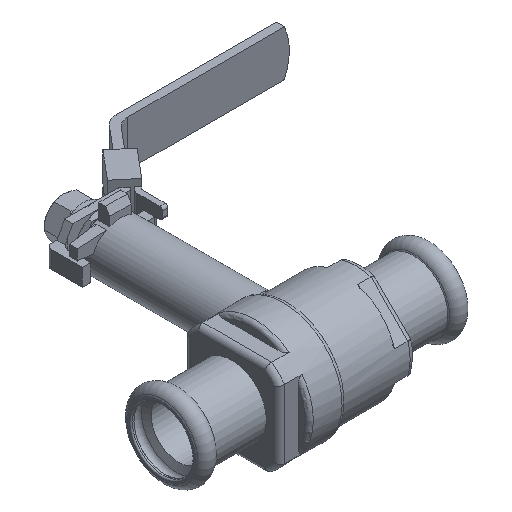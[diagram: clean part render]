
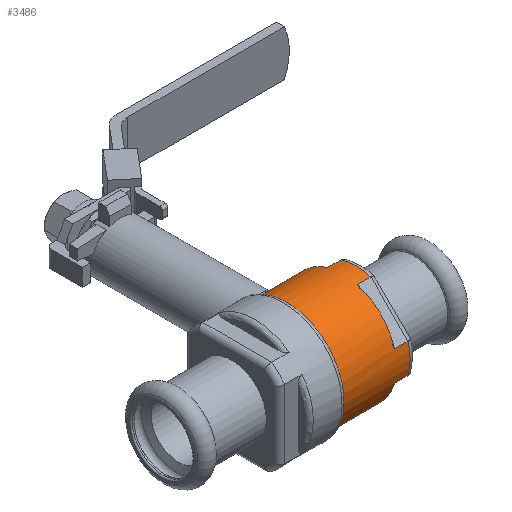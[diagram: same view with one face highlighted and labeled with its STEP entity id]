
A CAD part, isometric view. The second image highlights one B-rep face of the part: STEP entity #3486.
In plain terms, the highlighted cylindrical face has radius 20 mm (diameter 40 mm), a full revolution.
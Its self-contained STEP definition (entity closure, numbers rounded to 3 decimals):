
#150=LINE('',#5420,#430);
#151=LINE('',#5421,#431);
#153=LINE('',#5428,#433);
#154=LINE('',#5429,#434);
#156=LINE('',#5436,#436);
#157=LINE('',#5437,#437);
#159=LINE('',#5444,#439);
#160=LINE('',#5445,#440);
#430=VECTOR('',#4077,1000.);
#431=VECTOR('',#4078,1000.);
#433=VECTOR('',#4086,1000.);
#434=VECTOR('',#4087,1000.);
#436=VECTOR('',#4095,1000.);
#437=VECTOR('',#4096,1000.);
#439=VECTOR('',#4104,1000.);
#440=VECTOR('',#4105,1000.);
#710=CYLINDRICAL_SURFACE('',#3757,20.);
#768=B_SPLINE_CURVE_WITH_KNOTS('',3,(#5201,#5202,#5203,#5204,#5205,#5206,
#5207,#5208,#5209,#5210,#5211,#5212,#5213,#5214,#5215,#5216),
 .UNSPECIFIED.,.F.,.F.,(4,1,1,1,1,1,1,1,1,1,1,1,1,4),(0.,0.125,0.188,0.25,
0.375,0.438,0.5,0.625,0.688,0.75,0.813,0.875,0.938,1.),
 .UNSPECIFIED.);
#786=B_SPLINE_CURVE_WITH_KNOTS('',3,(#5764,#5765,#5766,#5767),
 .UNSPECIFIED.,.F.,.F.,(4,4),(0.,1.),.UNSPECIFIED.);
#787=B_SPLINE_CURVE_WITH_KNOTS('',3,(#5769,#5770,#5771,#5772,#5773,#5774,
#5775,#5776,#5777,#5778,#5779,#5780,#5781,#5782,#5783,#5784),
 .UNSPECIFIED.,.F.,.F.,(4,1,1,1,1,1,1,1,1,1,1,1,1,4),(0.,0.063,0.125,0.188,
0.25,0.313,0.375,0.5,0.563,0.625,0.75,0.813,0.875,1.),.UNSPECIFIED.);
#1084=ORIENTED_EDGE('',*,*,#2020,.T.);
#1085=ORIENTED_EDGE('',*,*,#2021,.T.);
#1086=ORIENTED_EDGE('',*,*,#2018,.F.);
#1087=ORIENTED_EDGE('',*,*,#1879,.T.);
#1088=ORIENTED_EDGE('',*,*,#1923,.T.);
#1089=ORIENTED_EDGE('',*,*,#2022,.T.);
#1090=ORIENTED_EDGE('',*,*,#1918,.F.);
#1091=ORIENTED_EDGE('',*,*,#1916,.F.);
#1092=ORIENTED_EDGE('',*,*,#1919,.T.);
#1093=ORIENTED_EDGE('',*,*,#1901,.T.);
#1094=ORIENTED_EDGE('',*,*,#1910,.F.);
#1095=ORIENTED_EDGE('',*,*,#1908,.F.);
#1096=ORIENTED_EDGE('',*,*,#1911,.T.);
#1097=ORIENTED_EDGE('',*,*,#1889,.T.);
#1098=ORIENTED_EDGE('',*,*,#1914,.F.);
#1099=ORIENTED_EDGE('',*,*,#1912,.F.);
#1100=ORIENTED_EDGE('',*,*,#1915,.T.);
#1101=ORIENTED_EDGE('',*,*,#1897,.T.);
#1102=ORIENTED_EDGE('',*,*,#1922,.F.);
#1103=ORIENTED_EDGE('',*,*,#1920,.F.);
#1879=EDGE_CURVE('',#2394,#2392,#768,.T.);
#1889=EDGE_CURVE('',#2400,#2403,#2735,.T.);
#1897=EDGE_CURVE('',#2405,#2409,#2736,.T.);
#1901=EDGE_CURVE('',#2410,#2406,#2739,.T.);
#1908=EDGE_CURVE('',#2416,#2417,#2740,.T.);
#1910=EDGE_CURVE('',#2417,#2406,#150,.T.);
#1911=EDGE_CURVE('',#2416,#2400,#151,.T.);
#1912=EDGE_CURVE('',#2418,#2419,#2741,.T.);
#1914=EDGE_CURVE('',#2419,#2403,#153,.T.);
#1915=EDGE_CURVE('',#2418,#2405,#154,.T.);
#1916=EDGE_CURVE('',#2420,#2421,#2742,.T.);
#1918=EDGE_CURVE('',#2421,#2414,#156,.T.);
#1919=EDGE_CURVE('',#2420,#2410,#157,.T.);
#1920=EDGE_CURVE('',#2422,#2423,#2743,.T.);
#1922=EDGE_CURVE('',#2423,#2409,#159,.T.);
#1923=EDGE_CURVE('',#2422,#2413,#160,.T.);
#2018=EDGE_CURVE('',#2394,#2496,#2774,.T.);
#2020=EDGE_CURVE('',#2392,#2497,#786,.T.);
#2021=EDGE_CURVE('',#2497,#2496,#787,.T.);
#2022=EDGE_CURVE('',#2413,#2414,#2775,.T.);
#2392=VERTEX_POINT('',#5199);
#2394=VERTEX_POINT('',#5217);
#2400=VERTEX_POINT('',#5343);
#2403=VERTEX_POINT('',#5352);
#2405=VERTEX_POINT('',#5361);
#2406=VERTEX_POINT('',#5370);
#2409=VERTEX_POINT('',#5381);
#2410=VERTEX_POINT('',#5390);
#2413=VERTEX_POINT('',#5401);
#2414=VERTEX_POINT('',#5410);
#2416=VERTEX_POINT('',#5416);
#2417=VERTEX_POINT('',#5417);
#2418=VERTEX_POINT('',#5424);
#2419=VERTEX_POINT('',#5425);
#2420=VERTEX_POINT('',#5432);
#2421=VERTEX_POINT('',#5433);
#2422=VERTEX_POINT('',#5440);
#2423=VERTEX_POINT('',#5441);
#2496=VERTEX_POINT('',#5735);
#2497=VERTEX_POINT('',#5768);
#2735=CIRCLE('',#3665,20.);
#2736=CIRCLE('',#3669,20.);
#2739=CIRCLE('',#3673,20.);
#2740=CIRCLE('',#3677,20.);
#2741=CIRCLE('',#3680,20.);
#2742=CIRCLE('',#3683,20.);
#2743=CIRCLE('',#3686,20.);
#2774=CIRCLE('',#3756,20.);
#2775=CIRCLE('',#3758,20.);
#2959=EDGE_LOOP('',(#1084,#1085,#1086,#1087));
#2960=EDGE_LOOP('',(#1088,#1089,#1090,#1091,#1092,#1093,#1094,#1095,#1096,
#1097,#1098,#1099,#1100,#1101,#1102,#1103));
#3219=FACE_BOUND('',#2959,.T.);
#3220=FACE_BOUND('',#2960,.T.);
#3486=ADVANCED_FACE('',(#3219,#3220),#710,.T.);
#3665=AXIS2_PLACEMENT_3D('',#5353,#4040,#4041);
#3669=AXIS2_PLACEMENT_3D('',#5382,#4052,#4053);
#3673=AXIS2_PLACEMENT_3D('',#5393,#4060,#4061);
#3677=AXIS2_PLACEMENT_3D('',#5415,#4072,#4073);
#3680=AXIS2_PLACEMENT_3D('',#5423,#4081,#4082);
#3683=AXIS2_PLACEMENT_3D('',#5431,#4090,#4091);
#3686=AXIS2_PLACEMENT_3D('',#5439,#4099,#4100);
#3756=AXIS2_PLACEMENT_3D('',#5734,#4301,#4302);
#3757=AXIS2_PLACEMENT_3D('',#5763,#4303,#4304);
#3758=AXIS2_PLACEMENT_3D('',#5785,#4305,#4306);
#4040=DIRECTION('',(-1.,0.,0.));
#4041=DIRECTION('',(0.,1.,0.));
#4052=DIRECTION('',(-1.,0.,0.));
#4053=DIRECTION('',(0.,1.,0.));
#4060=DIRECTION('',(-1.,0.,0.));
#4061=DIRECTION('',(0.,1.,0.));
#4072=DIRECTION('',(1.,0.,0.));
#4073=DIRECTION('',(0.,1.,0.));
#4077=DIRECTION('',(1.,0.,0.));
#4078=DIRECTION('',(1.,0.,0.));
#4081=DIRECTION('',(1.,0.,0.));
#4082=DIRECTION('',(0.,1.,0.));
#4086=DIRECTION('',(1.,0.,0.));
#4087=DIRECTION('',(1.,0.,0.));
#4090=DIRECTION('',(1.,0.,0.));
#4091=DIRECTION('',(0.,1.,0.));
#4095=DIRECTION('',(1.,0.,0.));
#4096=DIRECTION('',(1.,0.,0.));
#4099=DIRECTION('',(1.,0.,0.));
#4100=DIRECTION('',(0.,1.,0.));
#4104=DIRECTION('',(1.,0.,0.));
#4105=DIRECTION('',(1.,0.,0.));
#4301=DIRECTION('',(-1.,0.,0.));
#4302=DIRECTION('',(0.,-1.,0.));
#4303=DIRECTION('',(-1.,0.,0.));
#4304=DIRECTION('',(0.,-1.,0.));
#4305=DIRECTION('',(-1.,0.,0.));
#4306=DIRECTION('',(0.,1.,0.));
#5199=CARTESIAN_POINT('',(12.793,19.899,-2.009));
#5201=CARTESIAN_POINT('',(-6.95,17.571,-9.553));
#5202=CARTESIAN_POINT('',(-6.061,17.305,-10.042));
#5203=CARTESIAN_POINT('',(-4.683,16.957,-10.612));
#5204=CARTESIAN_POINT('',(-2.666,16.644,-11.092));
#5205=CARTESIAN_POINT('',(-0.646,16.467,-11.352));
#5206=CARTESIAN_POINT('',(1.446,16.506,-11.296));
#5207=CARTESIAN_POINT('',(3.446,16.752,-10.928));
#5208=CARTESIAN_POINT('',(5.431,17.127,-10.34));
#5209=CARTESIAN_POINT('',(7.233,17.635,-9.47));
#5210=CARTESIAN_POINT('',(8.875,18.206,-8.299));
#5211=CARTESIAN_POINT('',(9.962,18.629,-7.308));
#5212=CARTESIAN_POINT('',(10.962,19.05,-6.133));
#5213=CARTESIAN_POINT('',(11.751,19.404,-4.909));
#5214=CARTESIAN_POINT('',(12.415,19.715,-3.473));
#5215=CARTESIAN_POINT('',(12.69,19.849,-2.505));
#5216=CARTESIAN_POINT('',(12.793,19.899,-2.009));
#5217=CARTESIAN_POINT('',(-6.95,17.571,-9.553));
#5343=CARTESIAN_POINT('',(18.25,-19.221,-5.528));
#5352=CARTESIAN_POINT('',(18.25,-19.221,5.528));
#5353=CARTESIAN_POINT('',(18.25,0.,0.));
#5361=CARTESIAN_POINT('',(18.25,-5.528,19.221));
#5370=CARTESIAN_POINT('',(18.25,-5.528,-19.221));
#5381=CARTESIAN_POINT('',(18.25,5.528,19.221));
#5382=CARTESIAN_POINT('',(18.25,0.,0.));
#5390=CARTESIAN_POINT('',(18.25,5.528,-19.221));
#5393=CARTESIAN_POINT('',(18.25,0.,0.));
#5401=CARTESIAN_POINT('',(18.25,19.221,5.528));
#5410=CARTESIAN_POINT('',(18.25,19.221,-5.528));
#5415=CARTESIAN_POINT('',(13.25,0.,0.));
#5416=CARTESIAN_POINT('',(13.25,-19.221,-5.528));
#5417=CARTESIAN_POINT('',(13.25,-5.528,-19.221));
#5420=CARTESIAN_POINT('',(13.25,-5.528,-19.221));
#5421=CARTESIAN_POINT('',(13.25,-19.221,-5.528));
#5423=CARTESIAN_POINT('',(13.25,0.,0.));
#5424=CARTESIAN_POINT('',(13.25,-5.528,19.221));
#5425=CARTESIAN_POINT('',(13.25,-19.221,5.528));
#5428=CARTESIAN_POINT('',(13.25,-19.221,5.528));
#5429=CARTESIAN_POINT('',(13.25,-5.528,19.221));
#5431=CARTESIAN_POINT('',(13.25,0.,0.));
#5432=CARTESIAN_POINT('',(13.25,5.528,-19.221));
#5433=CARTESIAN_POINT('',(13.25,19.221,-5.528));
#5436=CARTESIAN_POINT('',(13.25,19.221,-5.528));
#5437=CARTESIAN_POINT('',(13.25,5.528,-19.221));
#5439=CARTESIAN_POINT('',(13.25,0.,0.));
#5440=CARTESIAN_POINT('',(13.25,19.221,5.528));
#5441=CARTESIAN_POINT('',(13.25,5.528,19.221));
#5444=CARTESIAN_POINT('',(13.25,5.528,19.221));
#5445=CARTESIAN_POINT('',(13.25,19.221,5.528));
#5734=CARTESIAN_POINT('',(-6.95,0.,0.));
#5735=CARTESIAN_POINT('',(-6.95,17.571,9.553));
#5763=CARTESIAN_POINT('',(-19.344,0.,0.));
#5764=CARTESIAN_POINT('',(12.793,19.899,-2.009));
#5765=CARTESIAN_POINT('',(12.931,19.966,-1.345));
#5766=CARTESIAN_POINT('',(13.,20.,-0.674));
#5767=CARTESIAN_POINT('',(13.,20.,0.));
#5768=CARTESIAN_POINT('',(13.,20.,0.));
#5769=CARTESIAN_POINT('',(13.,20.,0.));
#5770=CARTESIAN_POINT('',(13.,20.,0.556));
#5771=CARTESIAN_POINT('',(12.91,19.955,1.652));
#5772=CARTESIAN_POINT('',(12.476,19.745,3.31));
#5773=CARTESIAN_POINT('',(11.836,19.442,4.767));
#5774=CARTESIAN_POINT('',(10.921,19.032,6.198));
#5775=CARTESIAN_POINT('',(9.889,18.598,7.39));
#5776=CARTESIAN_POINT('',(8.239,17.966,8.845));
#5777=CARTESIAN_POINT('',(6.388,17.373,9.929));
#5778=CARTESIAN_POINT('',(4.31,16.901,10.698));
#5779=CARTESIAN_POINT('',(2.201,16.564,11.213));
#5780=CARTESIAN_POINT('',(-0.065,16.449,11.377));
#5781=CARTESIAN_POINT('',(-2.269,16.596,11.163));
#5782=CARTESIAN_POINT('',(-4.472,16.907,10.693));
#5783=CARTESIAN_POINT('',(-5.98,17.281,10.087));
#5784=CARTESIAN_POINT('',(-6.95,17.571,9.553));
#5785=CARTESIAN_POINT('',(18.25,0.,0.));
